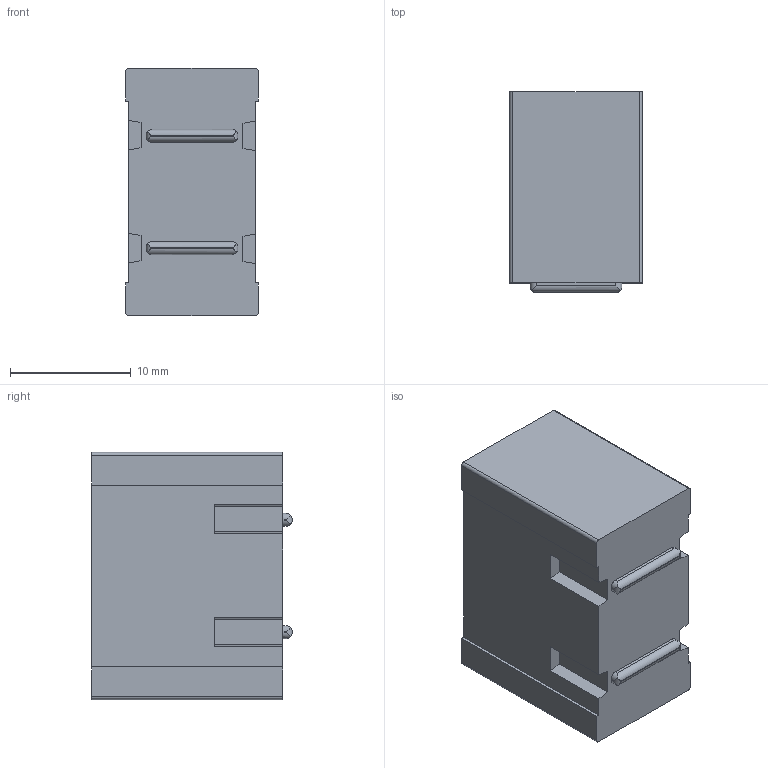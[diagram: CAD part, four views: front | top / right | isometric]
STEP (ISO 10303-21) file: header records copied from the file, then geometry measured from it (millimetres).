
FILE_DESCRIPTION(/* description */ (''),/* implementation_level */ '2;1');
FILE_NAME(/* name */ '_P2012-housing.ipt.step',/* time_stamp */ '2015-01-02T18:44:45-08:00',/* author */ ('Philip'),/* organization */ (''),/* preprocessor_version */ 'ST-DEVELOPER v15.6',/* originating_system */ 'Autodesk Inventor 2015',/* authorisation */ '');
FILE_SCHEMA (('AUTOMOTIVE_DESIGN { 1 0 10303 214 3 1 1 }'));
Length unit declared in the file: inch
Products named in the file (1): _P2012-housing
Bounding box: 11 x 16.61 x 20.5 mm (x, y, z)
Volume: 3409 mm3; surface area: 1499.9 mm2
Topology: 1 solids, 1 shells, 60 faces, 168 edges, 112 vertices
Faces by surface type: plane 40, cylinder 20
Entity records: 2013 total; most frequent: CARTESIAN_POINT 413, ORIENTED_EDGE 336, DIRECTION 314, EDGE_CURVE 168, LINE 128, VECTOR 128, VERTEX_POINT 112, AXIS2_PLACEMENT_3D 93
